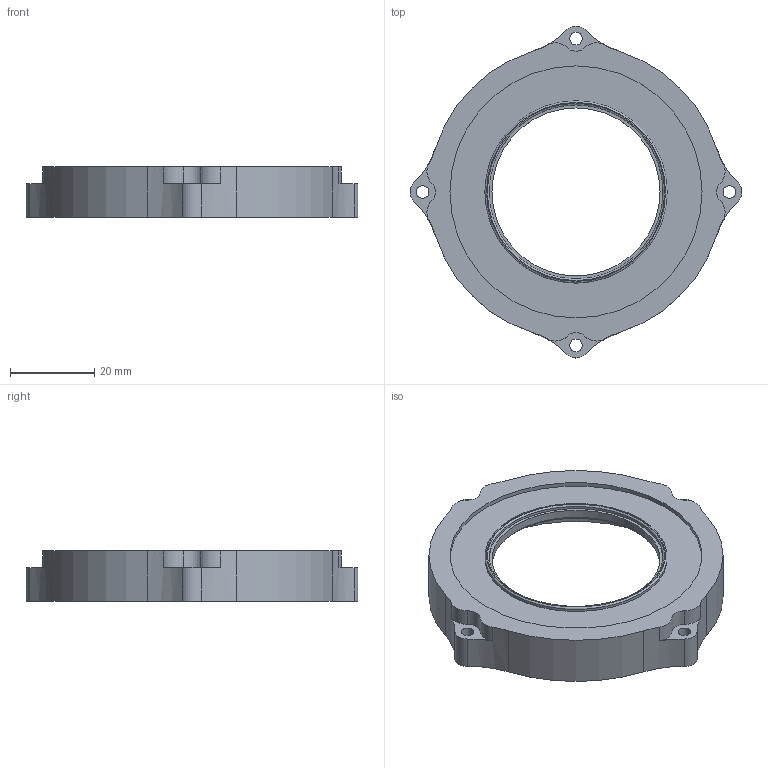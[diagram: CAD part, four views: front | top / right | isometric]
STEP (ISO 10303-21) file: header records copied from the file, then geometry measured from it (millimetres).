
FILE_DESCRIPTION(/* description */ (''),/* implementation_level */ '2;1');
FILE_NAME(/* name */ 'Top.stp',/* time_stamp */ '2018-06-12T20:59:30+02:00',/* author */ ('Leo'),/* organization */ (''),/* preprocessor_version */ 'ST-DEVELOPER v16.13',/* originating_system */ 'Autodesk Inventor 2018',/* authorisation */ '');
FILE_SCHEMA (('AUTOMOTIVE_DESIGN { 1 0 10303 214 3 1 1 }'));
Length unit declared in the file: millimetre
Products named in the file (1): Couvercle 0.1
Bounding box: 79 x 79 x 12 mm (x, y, z)
Volume: 14922.9 mm3; surface area: 11136 mm2
Topology: 1 solids, 1 shells, 55 faces, 139 edges, 92 vertices
Faces by surface type: cylinder 39, plane 12, torus 4
Full cylindrical faces by diameter (mm): 3 x4, 40 x1, 41.4 x2, 43.4 x2, 60 x1, 62 x1
Entity records: 1673 total; most frequent: DIRECTION 324, CARTESIAN_POINT 268, ORIENTED_EDGE 244, AXIS2_PLACEMENT_3D 146, EDGE_CURVE 122, CIRCLE 90, VERTEX_POINT 90, EDGE_LOOP 86
